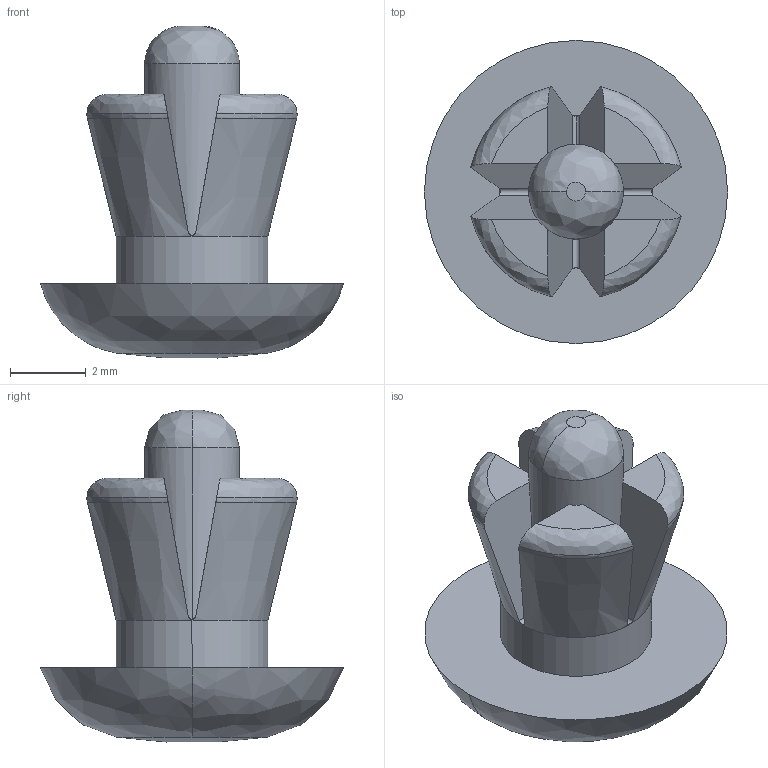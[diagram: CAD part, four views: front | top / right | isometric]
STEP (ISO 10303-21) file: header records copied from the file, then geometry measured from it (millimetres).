
FILE_DESCRIPTION (( 'STEP AP214' ), '1' );
FILE_NAME ('11-6050.STEP', '2025-11-27T17:38:14', ( '' ), ( '' ), 'SwSTEP 2.0', 'SolidWorks 2025', '' );
FILE_SCHEMA (( 'AUTOMOTIVE_DESIGN' ));
Length unit declared in the file: millimetre
Products named in the file (1): 11-6050
Bounding box: 8 x 8 x 8.76 mm (x, y, z)
Volume: 148.5 mm3; surface area: 246 mm2
Topology: 1 solids, 1 shells, 38 faces, 101 edges, 66 vertices
Faces by surface type: plane 14, bspline 13, cylinder 9, cone 2
Entity records: 1531 total; most frequent: CARTESIAN_POINT 705, ORIENTED_EDGE 202, DIRECTION 127, EDGE_CURVE 101, VERTEX_POINT 66, AXIS2_PLACEMENT_3D 52, EDGE_LOOP 39, FACE_OUTER_BOUND 38
